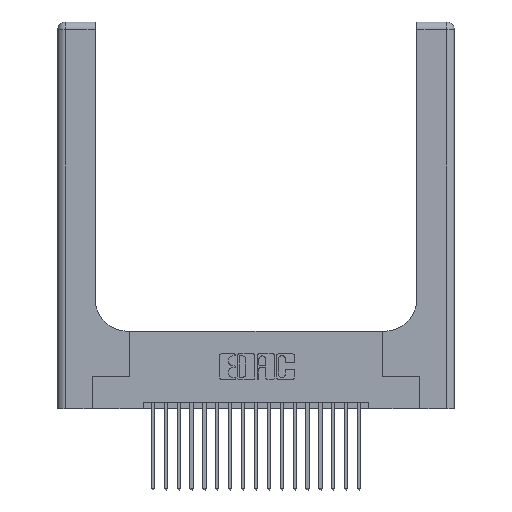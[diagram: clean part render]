
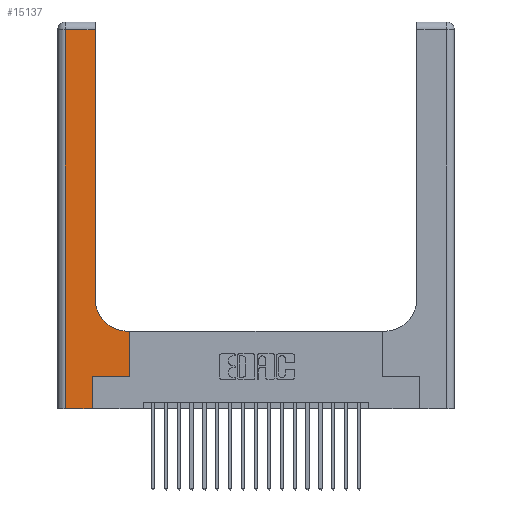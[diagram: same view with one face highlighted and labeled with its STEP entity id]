
A CAD part, top view. The second image highlights one B-rep face of the part: STEP entity #15137.
In plain terms, the highlighted planar face has unit normal (0, 0, 1).
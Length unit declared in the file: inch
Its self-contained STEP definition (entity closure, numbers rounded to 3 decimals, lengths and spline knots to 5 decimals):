
#163 = LINE ( 'NONE', #5779, #17743 ) ;
#284 = ORIENTED_EDGE ( 'NONE', *, *, #12970, .T. ) ;
#593 = ORIENTED_EDGE ( 'NONE', *, *, #19144, .T. ) ;
#594 = CARTESIAN_POINT ( 'NONE',  ( 0.2915, 0.85, 0.37 ) ) ;
#825 = DIRECTION ( 'NONE',  ( 0., 0., -1. ) ) ;
#1058 = AXIS2_PLACEMENT_3D ( 'NONE', #11007, #825, #12722 ) ;
#1645 = PLANE ( 'NONE',  #15027 ) ;
#2127 = VERTEX_POINT ( 'NONE', #14146 ) ;
#2258 = VECTOR ( 'NONE', #20335, 39.37008 ) ;
#2375 = VERTEX_POINT ( 'NONE', #10553 ) ;
#3154 = CARTESIAN_POINT ( 'NONE',  ( 0.5415, 0.6, 0.37 ) ) ;
#3369 = ORIENTED_EDGE ( 'NONE', *, *, #10260, .T. ) ;
#3482 = EDGE_LOOP ( 'NONE', ( #284, #593, #14501, #16808, #3369, #4772, #8584, #10937, #12471 ) ) ;
#4114 = VECTOR ( 'NONE', #11023, 39.37008 ) ;
#4772 = ORIENTED_EDGE ( 'NONE', *, *, #16722, .T. ) ;
#4870 = VECTOR ( 'NONE', #12404, 39.37008 ) ;
#5779 = CARTESIAN_POINT ( 'NONE',  ( 0., 2.94, 0.37 ) ) ;
#5781 = CARTESIAN_POINT ( 'NONE',  ( 0.06, 3., 0.37 ) ) ;
#5825 = FACE_OUTER_BOUND ( 'NONE', #3482, .T. ) ;
#6298 = VERTEX_POINT ( 'NONE', #17830 ) ;
#7456 = DIRECTION ( 'NONE',  ( -1., 0., 0. ) ) ;
#8190 = CARTESIAN_POINT ( 'NONE',  ( 0.269, 0., 0.37 ) ) ;
#8494 = DIRECTION ( 'NONE',  ( -1., 0., 0. ) ) ;
#8549 = CARTESIAN_POINT ( 'NONE',  ( 0.269, 0., 0.37 ) ) ;
#8584 = ORIENTED_EDGE ( 'NONE', *, *, #10390, .T. ) ;
#8834 = VECTOR ( 'NONE', #17585, 39.37008 ) ;
#9499 = VERTEX_POINT ( 'NONE', #3154 ) ;
#10075 = DIRECTION ( 'NONE',  ( 0., 1., 0. ) ) ;
#10105 = VERTEX_POINT ( 'NONE', #21600 ) ;
#10260 = EDGE_CURVE ( 'NONE', #16850, #11809, #19737, .T. ) ;
#10389 = VECTOR ( 'NONE', #10075, 39.37008 ) ;
#10390 = EDGE_CURVE ( 'NONE', #2127, #10105, #17089, .T. ) ;
#10553 = CARTESIAN_POINT ( 'NONE',  ( 0.06, 0., 0.37 ) ) ;
#10692 = LINE ( 'NONE', #13246, #14142 ) ;
#10937 = ORIENTED_EDGE ( 'NONE', *, *, #16246, .T. ) ;
#10943 = CARTESIAN_POINT ( 'NONE',  ( 0.2915, 2.94, 0.37 ) ) ;
#11007 = CARTESIAN_POINT ( 'NONE',  ( 0.5415, 0.85, 0.37 ) ) ;
#11023 = DIRECTION ( 'NONE',  ( 0., 1., 0. ) ) ;
#11804 = CARTESIAN_POINT ( 'NONE',  ( 0., 3., 0.37 ) ) ;
#11809 = VERTEX_POINT ( 'NONE', #18602 ) ;
#12404 = DIRECTION ( 'NONE',  ( 1., 0., 0. ) ) ;
#12471 = ORIENTED_EDGE ( 'NONE', *, *, #14447, .T. ) ;
#12722 = DIRECTION ( 'NONE',  ( 1., 0., 0. ) ) ;
#12970 = EDGE_CURVE ( 'NONE', #18455, #14427, #14355, .T. ) ;
#13007 = DIRECTION ( 'NONE',  ( 1., 0., 0. ) ) ;
#13050 = VECTOR ( 'NONE', #13007, 39.37008 ) ;
#13246 = CARTESIAN_POINT ( 'NONE',  ( 0.2915, 0.6, 0.37 ) ) ;
#13878 = LINE ( 'NONE', #15758, #4870 ) ;
#14121 = LINE ( 'NONE', #21348, #13050 ) ;
#14142 = VECTOR ( 'NONE', #21573, 39.37008 ) ;
#14146 = CARTESIAN_POINT ( 'NONE',  ( 0.5585, 0.25, 0.37 ) ) ;
#14355 = LINE ( 'NONE', #21780, #10389 ) ;
#14427 = VERTEX_POINT ( 'NONE', #10943 ) ;
#14447 = EDGE_CURVE ( 'NONE', #9499, #18455, #20859, .T. ) ;
#14501 = ORIENTED_EDGE ( 'NONE', *, *, #16537, .T. ) ;
#15027 = AXIS2_PLACEMENT_3D ( 'NONE', #11804, #18620, #8494 ) ;
#15137 = ADVANCED_FACE ( 'NONE', ( #5825 ), #1645, .F. ) ;
#15758 = CARTESIAN_POINT ( 'NONE',  ( 0., 0., 0.37 ) ) ;
#16246 = EDGE_CURVE ( 'NONE', #10105, #9499, #10692, .T. ) ;
#16501 = EDGE_CURVE ( 'NONE', #2375, #16850, #13878, .T. ) ;
#16537 = EDGE_CURVE ( 'NONE', #6298, #2375, #17295, .T. ) ;
#16722 = EDGE_CURVE ( 'NONE', #11809, #2127, #14121, .T. ) ;
#16808 = ORIENTED_EDGE ( 'NONE', *, *, #16501, .T. ) ;
#16850 = VERTEX_POINT ( 'NONE', #8190 ) ;
#17089 = LINE ( 'NONE', #21091, #4114 ) ;
#17295 = LINE ( 'NONE', #5781, #8834 ) ;
#17585 = DIRECTION ( 'NONE',  ( 0., -1., 0. ) ) ;
#17743 = VECTOR ( 'NONE', #7456, 39.37008 ) ;
#17830 = CARTESIAN_POINT ( 'NONE',  ( 0.06, 2.94, 0.37 ) ) ;
#18455 = VERTEX_POINT ( 'NONE', #594 ) ;
#18602 = CARTESIAN_POINT ( 'NONE',  ( 0.269, 0.25, 0.37 ) ) ;
#18620 = DIRECTION ( 'NONE',  ( 0., 0., -1. ) ) ;
#19144 = EDGE_CURVE ( 'NONE', #14427, #6298, #163, .T. ) ;
#19737 = LINE ( 'NONE', #8549, #2258 ) ;
#20335 = DIRECTION ( 'NONE',  ( 0., 1., 0. ) ) ;
#20859 = CIRCLE ( 'NONE', #1058, 0.25 ) ;
#21091 = CARTESIAN_POINT ( 'NONE',  ( 0.5585, 0.25, 0.37 ) ) ;
#21348 = CARTESIAN_POINT ( 'NONE',  ( 0.269, 0.25, 0.37 ) ) ;
#21573 = DIRECTION ( 'NONE',  ( -1., 0., 0. ) ) ;
#21600 = CARTESIAN_POINT ( 'NONE',  ( 0.5585, 0.6, 0.37 ) ) ;
#21780 = CARTESIAN_POINT ( 'NONE',  ( 0.2915, 3., 0.37 ) ) ;
